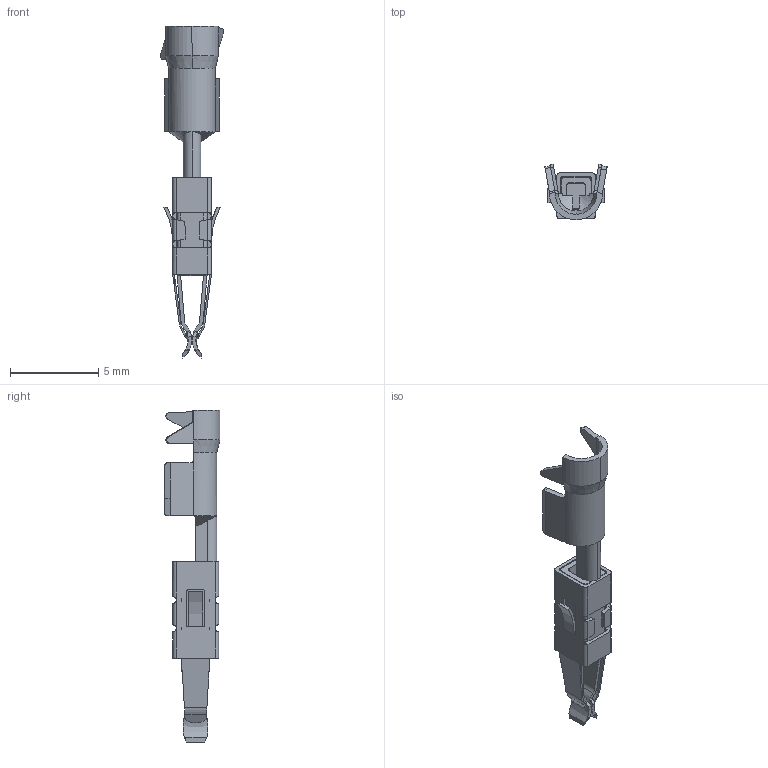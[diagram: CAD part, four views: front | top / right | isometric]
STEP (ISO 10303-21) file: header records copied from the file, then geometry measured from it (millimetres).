
FILE_DESCRIPTION(('CATIA V5 STEP','CAx-IF Rec.Pracs.--- Model Styling and Organization---1.5--- 2016-08-15','CAx-IF Rec.Pracs.---Supplemental Geometry---1.0---2011-11-01','CAx-IF Rec.Pracs.--- Composite Materials ---1.1---2010-07-15'),'2;1');
FILE_NAME ('019096-1_2', '2025-04-15T08:36:30+00:00', ('none'), ('Weidmueller'), 'CATIA Version 5-6 Release 2022 SP4 HF5', 'CATIA V5 STEP AP214 v3', 'none');
FILE_SCHEMA(('AUTOMOTIVE_DESIGN { 1 0 10303 214 1 1 1 1 }'));
Length unit declared in the file: millimetre
Products named in the file (1): 1705320000
Bounding box: 3.53 x 3.17 x 18.84 mm (x, y, z)
Volume: 35.6 mm3; surface area: 311.3 mm2
Topology: 1 solids, 1 shells, 280 faces, 779 edges, 495 vertices
Faces by surface type: plane 156, cylinder 104, extrusion 12, cone 8
Entity records: 9023 total; most frequent: CARTESIAN_POINT 2576, ORIENTED_EDGE 1558, DIRECTION 967, EDGE_CURVE 779, VECTOR 497, VERTEX_POINT 495, LINE 485, EDGE_LOOP 288
